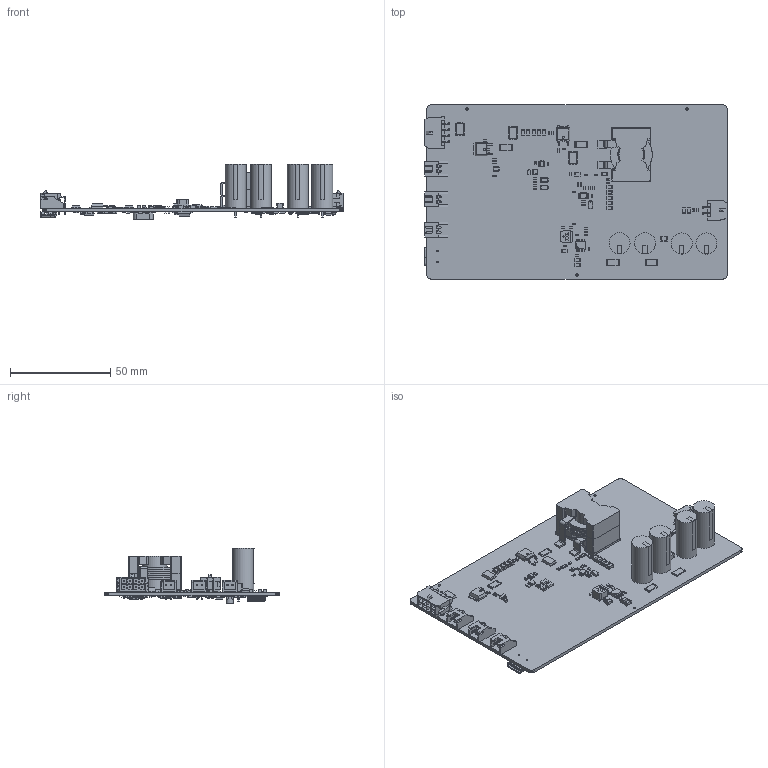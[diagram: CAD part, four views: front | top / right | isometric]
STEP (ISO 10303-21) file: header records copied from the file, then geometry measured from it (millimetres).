
FILE_DESCRIPTION(('KiCad electronic assembly'),'2;1');
FILE_NAME('CC_Charger.step','2024-05-31T11:58:39',('Pcbnew'),('Kicad'), 'Open CASCADE STEP processor 7.7','KiCad to STEP converter','Unknown' );
FILE_SCHEMA(('AUTOMOTIVE_DESIGN { 1 0 10303 214 1 1 1 1 }'));
Length unit declared in the file: millimetre
Products named in the file (64): CC_Charger 1; PQ2617BHA; COMPOUND; 430450822; L_TDK_VLS6045EX; C_0603_1608Metric; SOLID; S2B-XH-A-1; R_1206_3216Metric; C_1206_3216Metric; R_0603_1608Metric; TO-277A; SOT-23-6; TSOP6F; CR_M384A_VIS; VSSOP-10_3x3mm_P0.5mm; CAP_YX_10X20_RUB; R_2512_6332Metric; L_1210_3225Metric; TO-252-2; SOIC-8-1EP_3.9x4.9mm_P1.27mm_EP2.35x2.35mm; 430450400; MSMP package; SOT-353_SC-70-5; SOT-23; QFN-56-1EP_7x7mm_P0.4mm_EP3.2x3.2mm; SOT-363_SC-70-6; VSSOP-8_3.0x3.0mm_P0.65mm; SOIC-8_3.9x4.9mm_P1.27mm; WSON-8-1EP_2x2mm_P0.5mm_EP0.9x1.6mm; SOT-223; Crystal_SMD_HC49-SD; SOT-23-5; GSB1C41X10SSHR; POWERCORE-V2.0_MOTHERBOARD PCB
Assembly tree (241 placements, depth 3):
  CC_Charger 1
    PQ2617BHA
      COMPOUND
    430450822
      COMPOUND
    L_TDK_VLS6045EX
      COMPOUND
    C_0603_1608Metric  x63
      SOLID
    S2B-XH-A-1  x3
      COMPOUND
    R_1206_3216Metric  x2
      SOLID
    C_1206_3216Metric  x15
      SOLID
    R_0603_1608Metric  x78
      SOLID
    TO-277A  x3
      SOLID
    SOT-23-6  x2
      SOLID
    TSOP6F
      COMPOUND
    CR_M384A_VIS  x3
      COMPOUND
    VSSOP-10_3x3mm_P0.5mm
      SOLID
    CAP_YX_10X20_RUB  x4
      COMPOUND
    R_2512_6332Metric  x4
      SOLID
    L_1210_3225Metric
      SOLID
    TO-252-2  x3
      COMPOUND
    SOIC-8-1EP_3.9x4.9mm_P1.27mm_EP2.35x2.35mm
      SOLID
    430450400
      COMPOUND
    MSMP package  x2
      SOLID
    SOT-353_SC-70-5  x3
      SOLID
    SOT-23  x4
      SOLID
    QFN-56-1EP_7x7mm_P0.4mm_EP3.2x3.2mm
      SOLID
    SOT-363_SC-70-6  x2
      SOLID
    VSSOP-8_3.0x3.0mm_P0.65mm  x3
      SOLID
    SOIC-8_3.9x4.9mm_P1.27mm
      SOLID
    WSON-8-1EP_2x2mm_P0.5mm_EP0.9x1.6mm
      SOLID
    SOT-223
      SOLID
    Crystal_SMD_HC49-SD
      SOLID
    SOT-23-5
Bounding box: 151 x 87 x 27.73 mm (x, y, z)
Volume: 39025.1 mm3; surface area: 47789.2 mm2
Topology: 261 solids, 261 shells, 10259 faces, 26794 edges, 17296 vertices
Faces by surface type: plane 7018, cylinder 2548, bspline 637, cone 28, torus 20, sphere 8
Full cylindrical faces by diameter (mm): 0.18 x3, 0.25 x5, 0.4 x1, 0.6 x2, 0.61 x8, 0.65 x2, 0.889 x6, 1 x3, 1.016 x20, 1.152 x3, 2.413 x2, 3 x1, 10.49 x4
Entity records: 335221 total; most frequent: CARTESIAN_POINT 84778, DIRECTION 43010, LINE 30684, VECTOR 30684, ORIENTED_EDGE 23638, PCURVE 23638, DEFINITIONAL_REPRESENTATION 23638, EDGE_CURVE 11819
